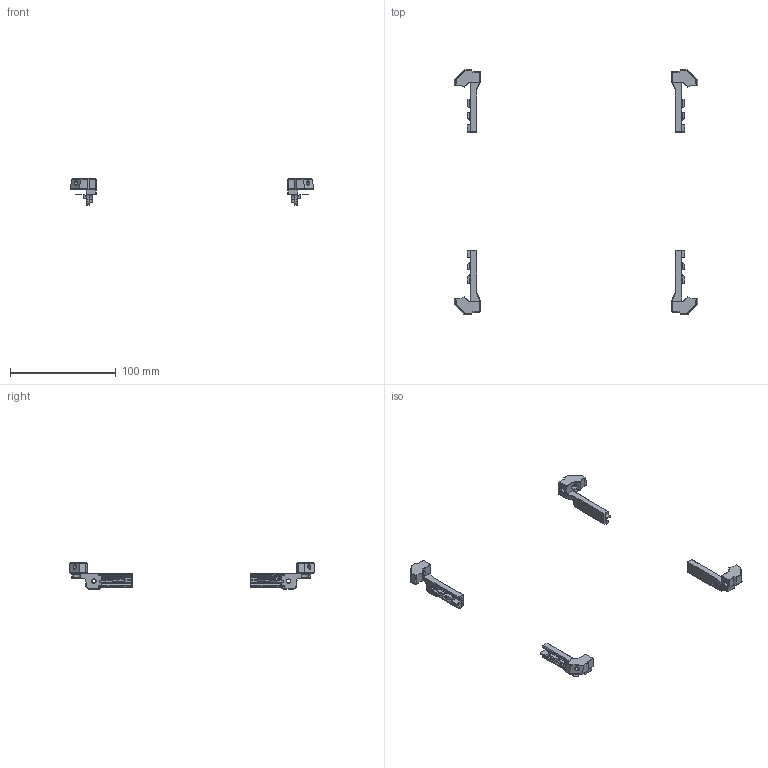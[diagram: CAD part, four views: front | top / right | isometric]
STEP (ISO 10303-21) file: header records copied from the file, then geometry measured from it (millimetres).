
FILE_DESCRIPTION(/* description */ (''),/* implementation_level */ '2;1');
FILE_NAME(/* name */ 'v0 magnetic tophat clips .step',/* time_stamp */ '2022-07-23T14:45:27+02:00',/* author */ (''),/* organization */ (''),/* preprocessor_version */ 'ST-DEVELOPER v19',/* originating_system */ 'Autodesk Translation Framework v11.7.0.108',/* authorisation */ '');
FILE_SCHEMA (('AUTOMOTIVE_DESIGN { 1 0 10303 214 3 1 1 }'));
Length unit declared in the file: millimetre
Products named in the file (9): magnetic tophat clips; Left_Back_Hat_Clip; Left_Back_Frame_Clip; Right_Back_Hat_Clip; Right_Back_Frame_Clip; Left_Front_Hat_Clip; Left_Front_Frame_Clip; Right_Front_Hat_Clip; Right_Front_Frame_Clip
Assembly tree (8 placements, depth 2):
  magnetic tophat clips
    Left_Back_Hat_Clip
    Left_Back_Frame_Clip
    Right_Back_Hat_Clip
    Right_Back_Frame_Clip
    Left_Front_Hat_Clip
    Left_Front_Frame_Clip
    Right_Front_Hat_Clip
    Right_Front_Frame_Clip
Bounding box: 230.42 x 230.66 x 24.7 mm (x, y, z)
Volume: 22241.4 mm3; surface area: 17390.5 mm2
Topology: 8 solids, 8 shells, 892 faces, 2420 edges, 1540 vertices
Faces by surface type: plane 632, cylinder 112, cone 84, bspline 64
Full cylindrical faces by diameter (mm): 3.4 x8, 6.2 x4, 6.5 x4
Entity records: 30201 total; most frequent: CARTESIAN_POINT 7681, ORIENTED_EDGE 4840, DIRECTION 4352, EDGE_CURVE 2420, LINE 1786, VECTOR 1786, VERTEX_POINT 1540, AXIS2_PLACEMENT_3D 1283
